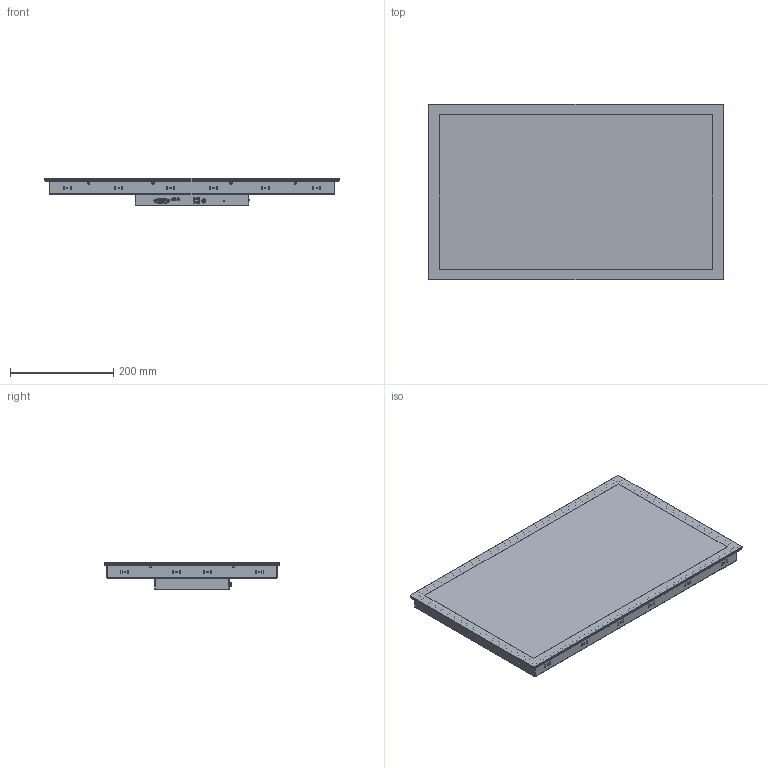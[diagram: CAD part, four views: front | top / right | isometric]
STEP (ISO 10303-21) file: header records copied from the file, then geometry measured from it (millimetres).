
FILE_DESCRIPTION (( 'STEP AP214' ), '1' );
FILE_NAME ('CTM-24W-M-PM-20250528.STEP', '2025-07-16T11:14:56', ( '' ), ( '' ), 'SwSTEP 2.0', 'SolidWorks 2024', '' );
FILE_SCHEMA (( 'AUTOMOTIVE_DESIGN' ));
Length unit declared in the file: inch
Products named in the file (1): CTM-24W-M-PM-20250528
Bounding box: 570.44 x 339.86 x 52.44 mm (x, y, z)
Volume: 6248114.1 mm3; surface area: 513229.5 mm2
Topology: 1 solids, 33 shells, 1360 faces, 3367 edges, 2201 vertices
Faces by surface type: plane 833, cylinder 443, cone 40, torus 34, sphere 10
Full cylindrical faces by diameter (mm): 3 x1, 3.175 x8, 3.234 x1, 3.255 x1, 3.259 x1, 3.26 x1, 3.294 x1, 8 x1
Entity records: 40688 total; most frequent: CARTESIAN_POINT 7649, DIRECTION 6962, ORIENTED_EDGE 6666, EDGE_CURVE 3333, AXIS2_PLACEMENT_3D 2338, VECTOR 2286, LINE 2286, VERTEX_POINT 2192
